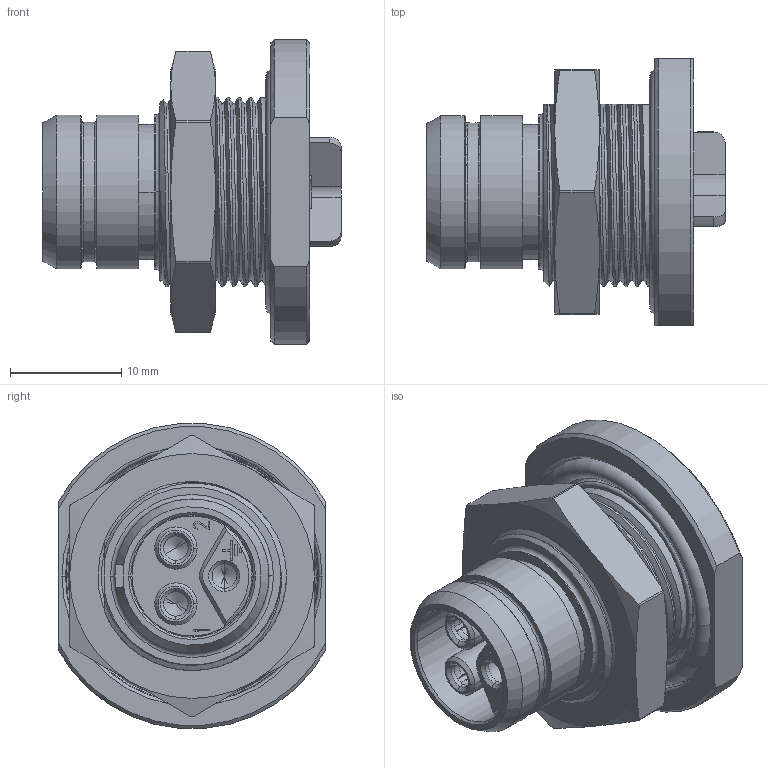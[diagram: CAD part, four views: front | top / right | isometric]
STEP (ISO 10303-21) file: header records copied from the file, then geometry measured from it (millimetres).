
FILE_DESCRIPTION((''),'2;1');
FILE_NAME('1331EV103FZ','2024-07-17T10:56:24',('paultorloting'),('NET AG system integration'),'CREO PARAMETRIC BY PTC INC, 2021404','CREO PARAMETRIC BY PTC INC, 2021404','');
FILE_SCHEMA(('AUTOMOTIVE_DESIGN { 1 0 10303 214 1 1 1 1 }'));
Length unit declared in the file: millimetre
Products named in the file (1): 1331EV103FZ
Bounding box: 26.8 x 24 x 27.41 mm (x, y, z)
Volume: 4858.8 mm3; surface area: 5857.5 mm2
Topology: 2 solids, 2 shells, 443 faces, 1186 edges, 759 vertices
Faces by surface type: plane 194, cylinder 117, cone 61, torus 38, bspline 33
Entity records: 19735 total; most frequent: CARTESIAN_POINT 7532, ORIENTED_EDGE 2348, DIRECTION 2106, EDGE_CURVE 1174, AXIS2_PLACEMENT_3D 767, VERTEX_POINT 759, VECTOR 569, LINE 569
